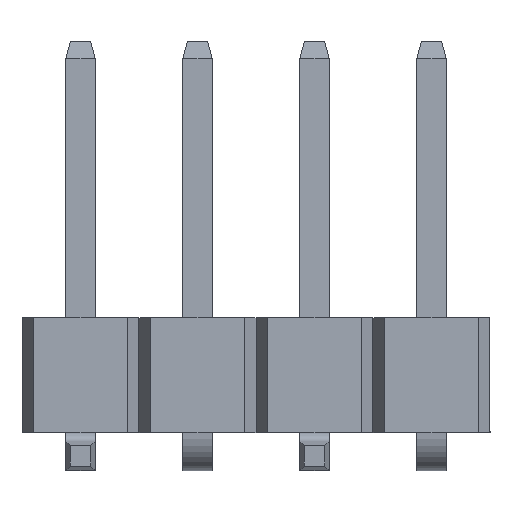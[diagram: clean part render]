
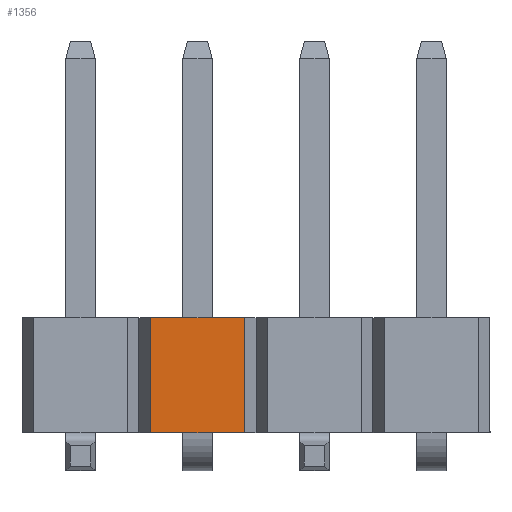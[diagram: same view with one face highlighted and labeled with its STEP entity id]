
A CAD part, front view. The second image highlights one B-rep face of the part: STEP entity #1356.
In plain terms, the highlighted planar face has unit normal (0, -1, 0).
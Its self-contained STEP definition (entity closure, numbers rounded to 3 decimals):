
#7 = CARTESIAN_POINT ( 'NONE',  ( -20.57, -1.25, 0. ) ) ;
#238 = CARTESIAN_POINT ( 'NONE',  ( -20.57, -1.25, 2.5 ) ) ;
#296 = LINE ( 'NONE', #2855, #2146 ) ;
#353 = ORIENTED_EDGE ( 'NONE', *, *, #2173, .T. ) ;
#528 = LINE ( 'NONE', #2279, #1748 ) ;
#693 = VERTEX_POINT ( 'NONE', #238 ) ;
#763 = VECTOR ( 'NONE', #3680, 1000. ) ;
#814 = DIRECTION ( 'NONE',  ( 1., 0., 0. ) ) ;
#992 = DIRECTION ( 'NONE',  ( 0., 0., 1. ) ) ;
#1112 = EDGE_CURVE ( 'NONE', #1414, #1431, #296, .T. ) ;
#1346 = CARTESIAN_POINT ( 'NONE',  ( -22.61, -1.25, -8.5 ) ) ;
#1356 = ADVANCED_FACE ( 'NONE', ( #3103 ), #2212, .F. ) ;
#1414 = VERTEX_POINT ( 'NONE', #3532 ) ;
#1431 = VERTEX_POINT ( 'NONE', #7 ) ;
#1682 = ORIENTED_EDGE ( 'NONE', *, *, #2437, .F. ) ;
#1713 = CARTESIAN_POINT ( 'NONE',  ( -20.57, -1.25, -8.5 ) ) ;
#1731 = DIRECTION ( 'NONE',  ( 0., 0., 1. ) ) ;
#1748 = VECTOR ( 'NONE', #2541, 1000. ) ;
#1873 = ORIENTED_EDGE ( 'NONE', *, *, #1112, .T. ) ;
#2020 = ORIENTED_EDGE ( 'NONE', *, *, #2168, .F. ) ;
#2145 = LINE ( 'NONE', #1346, #3119 ) ;
#2146 = VECTOR ( 'NONE', #814, 1000. ) ;
#2168 = EDGE_CURVE ( 'NONE', #2864, #693, #528, .T. ) ;
#2173 = EDGE_CURVE ( 'NONE', #1431, #693, #2524, .T. ) ;
#2212 = PLANE ( 'NONE',  #2752 ) ;
#2274 = CARTESIAN_POINT ( 'NONE',  ( -25.4, -1.25, 2.5 ) ) ;
#2279 = CARTESIAN_POINT ( 'NONE',  ( -25.4, -1.25, 2.5 ) ) ;
#2298 = EDGE_LOOP ( 'NONE', ( #2020, #1682, #1873, #353 ) ) ;
#2437 = EDGE_CURVE ( 'NONE', #1414, #2864, #2145, .T. ) ;
#2524 = LINE ( 'NONE', #1713, #763 ) ;
#2541 = DIRECTION ( 'NONE',  ( 1., 0., 0. ) ) ;
#2752 = AXIS2_PLACEMENT_3D ( 'NONE', #2274, #3674, #1731 ) ;
#2855 = CARTESIAN_POINT ( 'NONE',  ( -25.4, -1.25, 0. ) ) ;
#2864 = VERTEX_POINT ( 'NONE', #3670 ) ;
#3103 = FACE_OUTER_BOUND ( 'NONE', #2298, .T. ) ;
#3119 = VECTOR ( 'NONE', #992, 1000. ) ;
#3532 = CARTESIAN_POINT ( 'NONE',  ( -22.61, -1.25, 0. ) ) ;
#3670 = CARTESIAN_POINT ( 'NONE',  ( -22.61, -1.25, 2.5 ) ) ;
#3674 = DIRECTION ( 'NONE',  ( 0., 1., 0. ) ) ;
#3680 = DIRECTION ( 'NONE',  ( 0., 0., 1. ) ) ;
